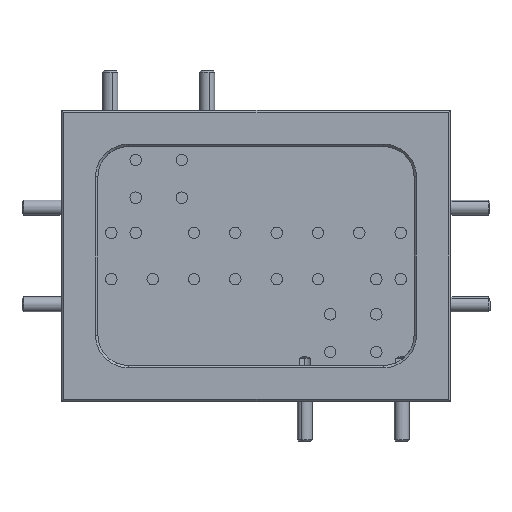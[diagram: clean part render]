
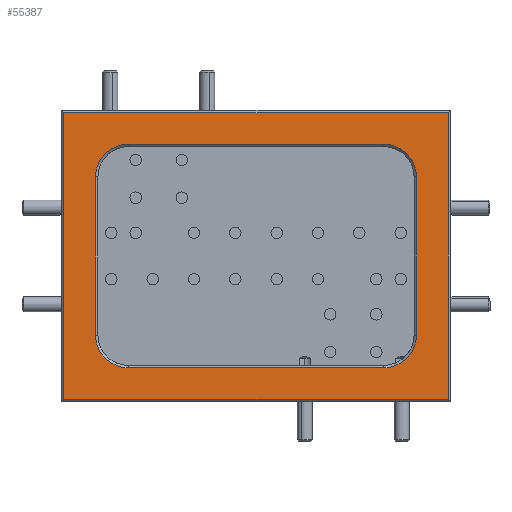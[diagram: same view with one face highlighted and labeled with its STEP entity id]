
A CAD part, front view. The second image highlights one B-rep face of the part: STEP entity #55387.
In plain terms, the highlighted planar face has unit normal (0, -1, 0).
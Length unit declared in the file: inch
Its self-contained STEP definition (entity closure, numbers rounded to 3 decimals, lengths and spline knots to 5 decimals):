
#309 = ORIENTED_EDGE ( 'NONE', *, *, #19087, .T. ) ;
#943 = CARTESIAN_POINT ( 'NONE',  ( 0.79, -0.4465, -0.59 ) ) ;
#984 = DIRECTION ( 'NONE',  ( 1., 0., 0. ) ) ;
#1004 = CARTESIAN_POINT ( 'NONE',  ( -0.525, -0.4465, -0.46 ) ) ;
#1368 = CARTESIAN_POINT ( 'NONE',  ( 0.79, -0.4465, 0.6 ) ) ;
#3711 = EDGE_CURVE ( 'NONE', #57318, #31258, #15826, .T. ) ;
#4533 = CARTESIAN_POINT ( 'NONE',  ( 0., -0.4465, 0. ) ) ;
#4736 = DIRECTION ( 'NONE',  ( 1., 0., 0. ) ) ;
#4830 = CARTESIAN_POINT ( 'NONE',  ( 0.525, -0.4465, 0.46 ) ) ;
#5337 = CARTESIAN_POINT ( 'NONE',  ( -0.79, -0.4465, -0.6 ) ) ;
#6206 = CARTESIAN_POINT ( 'NONE',  ( -0.525, -0.4465, -0.46 ) ) ;
#6933 = DIRECTION ( 'NONE',  ( 0., 0., 1. ) ) ;
#7153 = VERTEX_POINT ( 'NONE', #9040 ) ;
#7231 = CARTESIAN_POINT ( 'NONE',  ( -0.79, -0.4465, -0.59 ) ) ;
#7248 = VERTEX_POINT ( 'NONE', #42608 ) ;
#8126 = CARTESIAN_POINT ( 'NONE',  ( 0.66, -0.4465, -0.325 ) ) ;
#8171 = ORIENTED_EDGE ( 'NONE', *, *, #56183, .T. ) ;
#9040 = CARTESIAN_POINT ( 'NONE',  ( 0.66, -0.4465, -0.325 ) ) ;
#9400 = VECTOR ( 'NONE', #45435, 39.37008 ) ;
#9589 = VERTEX_POINT ( 'NONE', #19752 ) ;
#9716 = DIRECTION ( 'NONE',  ( 0., 1., 0. ) ) ;
#9748 = DIRECTION ( 'NONE',  ( -1., 0., 0. ) ) ;
#9776 = LINE ( 'NONE', #5337, #9400 ) ;
#10752 = EDGE_CURVE ( 'NONE', #41594, #35510, #42444, .T. ) ;
#11658 = AXIS2_PLACEMENT_3D ( 'NONE', #56412, #55551, #6933 ) ;
#11964 = VECTOR ( 'NONE', #54412, 39.37008 ) ;
#12831 = DIRECTION ( 'NONE',  ( 0., 0., -1. ) ) ;
#13704 = EDGE_CURVE ( 'NONE', #7153, #41594, #25792, .T. ) ;
#14369 = VERTEX_POINT ( 'NONE', #24012 ) ;
#14386 = VECTOR ( 'NONE', #4736, 39.37008 ) ;
#14971 = VECTOR ( 'NONE', #984, 39.37008 ) ;
#15826 = CIRCLE ( 'NONE', #42169, 0.135 ) ;
#16147 = CARTESIAN_POINT ( 'NONE',  ( 0.525, -0.4465, 0.325 ) ) ;
#16530 = EDGE_CURVE ( 'NONE', #34499, #51137, #53357, .T. ) ;
#17433 = CARTESIAN_POINT ( 'NONE',  ( 0.8, -0.4465, -0.59 ) ) ;
#18209 = EDGE_CURVE ( 'NONE', #28085, #14369, #23841, .T. ) ;
#18393 = EDGE_CURVE ( 'NONE', #9589, #57318, #25579, .T. ) ;
#19087 = EDGE_CURVE ( 'NONE', #31258, #19366, #36102, .T. ) ;
#19366 = VERTEX_POINT ( 'NONE', #48397 ) ;
#19442 = EDGE_CURVE ( 'NONE', #14369, #34499, #9776, .T. ) ;
#19752 = CARTESIAN_POINT ( 'NONE',  ( -0.66, -0.4465, -0.325 ) ) ;
#20365 = CARTESIAN_POINT ( 'NONE',  ( 0.79, -0.4465, 0.59 ) ) ;
#20401 = ORIENTED_EDGE ( 'NONE', *, *, #18209, .T. ) ;
#21794 = ORIENTED_EDGE ( 'NONE', *, *, #13704, .T. ) ;
#23373 = VECTOR ( 'NONE', #39134, 39.37008 ) ;
#23542 = CARTESIAN_POINT ( 'NONE',  ( -0.8, -0.4465, 0.59 ) ) ;
#23705 = DIRECTION ( 'NONE',  ( 0., -1., 0. ) ) ;
#23841 = LINE ( 'NONE', #23542, #30872 ) ;
#24012 = CARTESIAN_POINT ( 'NONE',  ( -0.79, -0.4465, 0.59 ) ) ;
#25099 = AXIS2_PLACEMENT_3D ( 'NONE', #4533, #23705, #41677 ) ;
#25579 = LINE ( 'NONE', #47670, #23373 ) ;
#25792 = CIRCLE ( 'NONE', #39916, 0.135 ) ;
#26971 = PLANE ( 'NONE',  #25099 ) ;
#27347 = ORIENTED_EDGE ( 'NONE', *, *, #3711, .T. ) ;
#27453 = DIRECTION ( 'NONE',  ( 0., 1., 0. ) ) ;
#27978 = ORIENTED_EDGE ( 'NONE', *, *, #10752, .T. ) ;
#28085 = VERTEX_POINT ( 'NONE', #20365 ) ;
#28265 = DIRECTION ( 'NONE',  ( -1., 0., 0. ) ) ;
#29729 = DIRECTION ( 'NONE',  ( 0., 0., 1. ) ) ;
#29849 = ORIENTED_EDGE ( 'NONE', *, *, #40867, .T. ) ;
#30872 = VECTOR ( 'NONE', #28265, 39.37008 ) ;
#31125 = LINE ( 'NONE', #8126, #39044 ) ;
#31258 = VERTEX_POINT ( 'NONE', #35360 ) ;
#31398 = FACE_OUTER_BOUND ( 'NONE', #50974, .T. ) ;
#31907 = EDGE_CURVE ( 'NONE', #35510, #9589, #43662, .T. ) ;
#32470 = DIRECTION ( 'NONE',  ( 0., 0., 1. ) ) ;
#32609 = AXIS2_PLACEMENT_3D ( 'NONE', #16147, #33291, #29729 ) ;
#33291 = DIRECTION ( 'NONE',  ( 0., 1., 0. ) ) ;
#34499 = VERTEX_POINT ( 'NONE', #7231 ) ;
#35360 = CARTESIAN_POINT ( 'NONE',  ( -0.525, -0.4465, 0.46 ) ) ;
#35510 = VERTEX_POINT ( 'NONE', #1004 ) ;
#35965 = DIRECTION ( 'NONE',  ( 0., 0., 1. ) ) ;
#36102 = LINE ( 'NONE', #4830, #14971 ) ;
#36463 = LINE ( 'NONE', #1368, #11964 ) ;
#39044 = VECTOR ( 'NONE', #12831, 39.37008 ) ;
#39134 = DIRECTION ( 'NONE',  ( 0., 0., 1. ) ) ;
#39916 = AXIS2_PLACEMENT_3D ( 'NONE', #40954, #9716, #35965 ) ;
#40676 = CARTESIAN_POINT ( 'NONE',  ( -0.66, -0.4465, 0.325 ) ) ;
#40867 = EDGE_CURVE ( 'NONE', #7248, #7153, #31125, .T. ) ;
#40954 = CARTESIAN_POINT ( 'NONE',  ( 0.525, -0.4465, -0.325 ) ) ;
#41594 = VERTEX_POINT ( 'NONE', #57115 ) ;
#41677 = DIRECTION ( 'NONE',  ( 0., 0., 1. ) ) ;
#42169 = AXIS2_PLACEMENT_3D ( 'NONE', #55408, #27453, #32470 ) ;
#42444 = LINE ( 'NONE', #6206, #47704 ) ;
#42608 = CARTESIAN_POINT ( 'NONE',  ( 0.66, -0.4465, 0.325 ) ) ;
#42849 = ORIENTED_EDGE ( 'NONE', *, *, #19442, .T. ) ;
#43296 = ORIENTED_EDGE ( 'NONE', *, *, #18393, .T. ) ;
#43662 = CIRCLE ( 'NONE', #11658, 0.135 ) ;
#44492 = ORIENTED_EDGE ( 'NONE', *, *, #54639, .T. ) ;
#45435 = DIRECTION ( 'NONE',  ( 0., 0., -1. ) ) ;
#47485 = EDGE_LOOP ( 'NONE', ( #57926, #43296, #27347, #309, #44492, #29849, #21794, #27978 ) ) ;
#47670 = CARTESIAN_POINT ( 'NONE',  ( -0.66, -0.4465, 0.325 ) ) ;
#47704 = VECTOR ( 'NONE', #9748, 39.37008 ) ;
#48397 = CARTESIAN_POINT ( 'NONE',  ( 0.525, -0.4465, 0.46 ) ) ;
#49335 = FACE_BOUND ( 'NONE', #47485, .T. ) ;
#50376 = ORIENTED_EDGE ( 'NONE', *, *, #16530, .T. ) ;
#50974 = EDGE_LOOP ( 'NONE', ( #42849, #50376, #8171, #20401 ) ) ;
#51137 = VERTEX_POINT ( 'NONE', #943 ) ;
#53357 = LINE ( 'NONE', #17433, #14386 ) ;
#54412 = DIRECTION ( 'NONE',  ( 0., 0., 1. ) ) ;
#54639 = EDGE_CURVE ( 'NONE', #19366, #7248, #57050, .T. ) ;
#55387 = ADVANCED_FACE ( 'NONE', ( #31398, #49335 ), #26971, .T. ) ;
#55408 = CARTESIAN_POINT ( 'NONE',  ( -0.525, -0.4465, 0.325 ) ) ;
#55551 = DIRECTION ( 'NONE',  ( 0., 1., 0. ) ) ;
#56183 = EDGE_CURVE ( 'NONE', #51137, #28085, #36463, .T. ) ;
#56412 = CARTESIAN_POINT ( 'NONE',  ( -0.525, -0.4465, -0.325 ) ) ;
#57050 = CIRCLE ( 'NONE', #32609, 0.135 ) ;
#57115 = CARTESIAN_POINT ( 'NONE',  ( 0.525, -0.4465, -0.46 ) ) ;
#57318 = VERTEX_POINT ( 'NONE', #40676 ) ;
#57926 = ORIENTED_EDGE ( 'NONE', *, *, #31907, .T. ) ;
